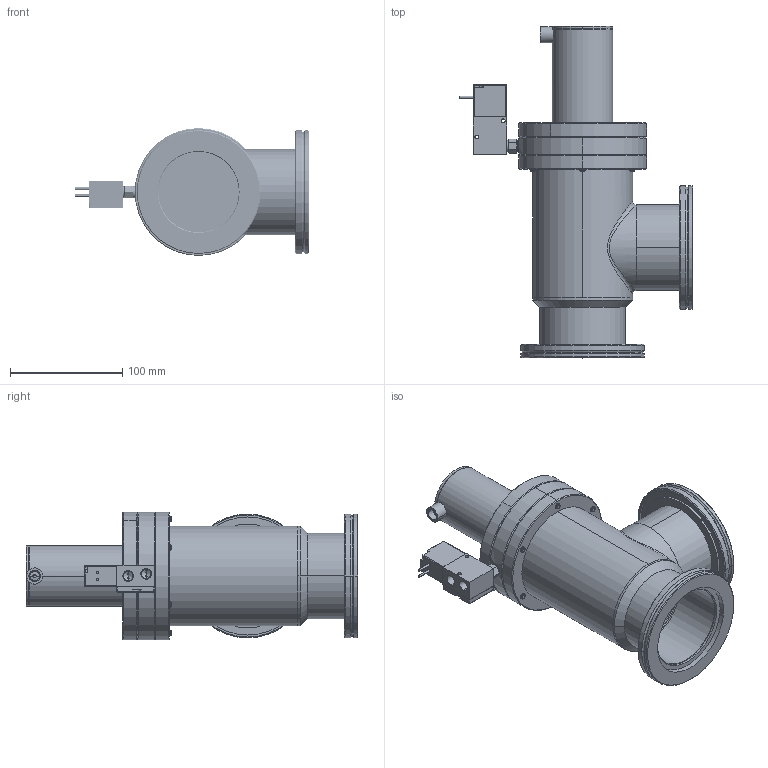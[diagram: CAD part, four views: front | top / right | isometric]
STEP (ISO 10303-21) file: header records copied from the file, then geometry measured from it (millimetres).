
FILE_DESCRIPTION (( 'STEP AP203' ), '1' );
FILE_NAME ('ESVPA-S07202.STEP', '2023-11-30T18:23:28', ( '' ), ( '' ), 'SwSTEP 2.0', 'SolidWorks 2020', '' );
FILE_SCHEMA (( 'CONFIG_CONTROL_DESIGN' ));
Length unit declared in the file: inch
Products named in the file (1): ESVPA-S07202
Bounding box: 207.81 x 295.02 x 113.67 mm (x, y, z)
Volume: 584708.5 mm3; surface area: 286436.4 mm2
Topology: 23 solids, 23 shells, 1384 faces, 3638 edges, 2324 vertices
Faces by surface type: cylinder 919, cone 248, plane 166, torus 22, bspline 16, sphere 13
Entity records: 66314 total; most frequent: CARTESIAN_POINT 35798, ORIENTED_EDGE 7230, DIRECTION 5706, EDGE_CURVE 3615, VERTEX_POINT 2324, AXIS2_PLACEMENT_3D 2217, EDGE_LOOP 1507, ADVANCED_FACE 1384
